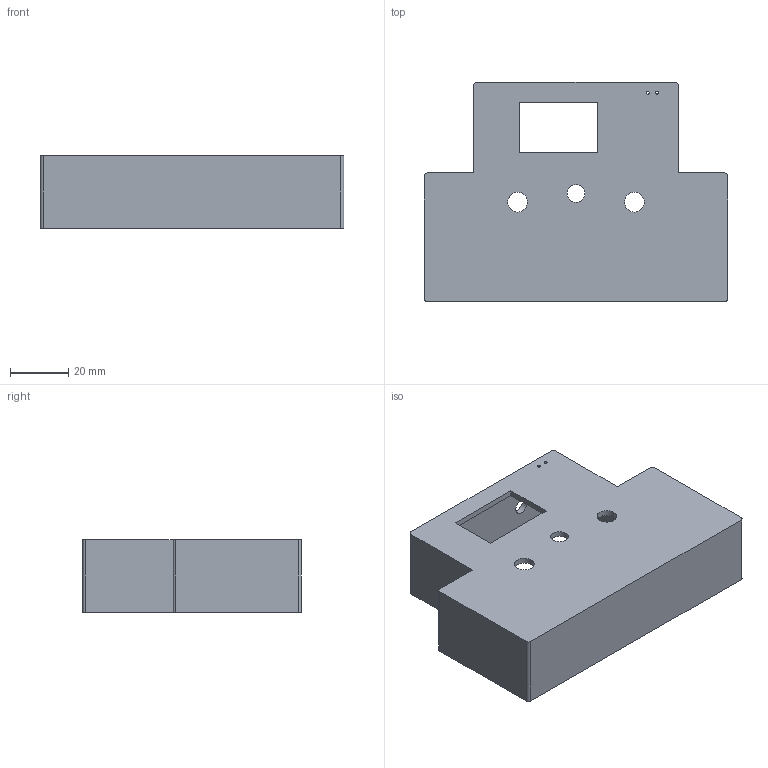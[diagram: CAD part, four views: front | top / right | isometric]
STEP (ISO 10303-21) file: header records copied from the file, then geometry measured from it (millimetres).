
FILE_DESCRIPTION(('FreeCAD Model'),'2;1');
FILE_NAME('Open CASCADE Shape Model','2023-07-30T14:33:48',('Author'),( ''),'Open CASCADE STEP processor 7.6','FreeCAD','Unknown');
FILE_SCHEMA(('AUTOMOTIVE_DESIGN { 1 0 10303 214 1 1 1 1 }'));
Length unit declared in the file: millimetre
Products named in the file (1): CaseTop
Bounding box: 104 x 75 x 25 mm (x, y, z)
Volume: 29475.9 mm3; surface area: 30436.8 mm2
Topology: 1 solids, 1 shells, 81 faces, 214 edges, 144 vertices
Faces by surface type: plane 49, cylinder 32
Full cylindrical faces by diameter (mm): 1 x2, 1.9 x2, 2.75 x2, 4 x2, 5.4 x1, 6.1 x1, 6.8 x2
Entity records: 5484 total; most frequent: CARTESIAN_POINT 1096, DIRECTION 836, LINE 506, VECTOR 506, ORIENTED_EDGE 428, PCURVE 428, DEFINITIONAL_REPRESENTATION 428, EDGE_CURVE 214
